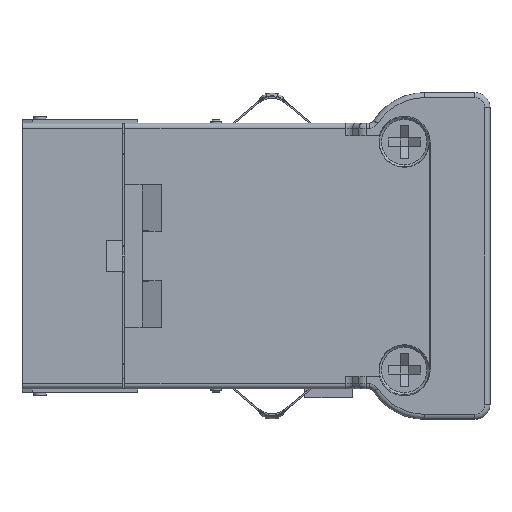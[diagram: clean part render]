
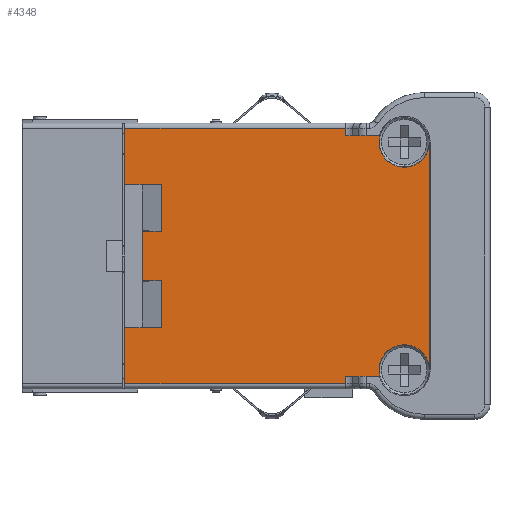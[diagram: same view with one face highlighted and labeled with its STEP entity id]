
A CAD part, left-side view. The second image highlights one B-rep face of the part: STEP entity #4348.
In plain terms, the highlighted planar face has unit normal (-1, 0, 0).
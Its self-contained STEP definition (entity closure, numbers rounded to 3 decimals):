
#3439=CIRCLE('',#23002,2.5);
#3441=CIRCLE('',#23005,2.5);
#3509=CIRCLE('',#23146,2.5);
#3510=CIRCLE('',#23148,2.5);
#4348=ADVANCED_FACE('',(#6108),#5161,.T.);
#5161=PLANE('',#23262);
#6108=FACE_OUTER_BOUND('',#7232,.T.);
#7232=EDGE_LOOP('',(#11287,#11288,#11289,#11290,#11291,#11292,#11293,#11294,
#11295,#11296,#11297,#11298,#11299,#11300,#11301,#11302,#11303,#11304,#11305,
#11306));
#11287=ORIENTED_EDGE('',*,*,#16946,.T.);
#11288=ORIENTED_EDGE('',*,*,#16944,.T.);
#11289=ORIENTED_EDGE('',*,*,#16943,.F.);
#11290=ORIENTED_EDGE('',*,*,#16941,.F.);
#11291=ORIENTED_EDGE('',*,*,#16937,.F.);
#11292=ORIENTED_EDGE('',*,*,#16732,.F.);
#11293=ORIENTED_EDGE('',*,*,#16735,.F.);
#11294=ORIENTED_EDGE('',*,*,#16738,.T.);
#11295=ORIENTED_EDGE('',*,*,#15336,.T.);
#11296=ORIENTED_EDGE('',*,*,#15330,.T.);
#11297=ORIENTED_EDGE('',*,*,#17121,.T.);
#11298=ORIENTED_EDGE('',*,*,#15315,.F.);
#11299=ORIENTED_EDGE('',*,*,#17123,.F.);
#11300=ORIENTED_EDGE('',*,*,#17124,.F.);
#11301=ORIENTED_EDGE('',*,*,#17125,.F.);
#11302=ORIENTED_EDGE('',*,*,#17126,.F.);
#11303=ORIENTED_EDGE('',*,*,#17127,.F.);
#11304=ORIENTED_EDGE('',*,*,#15313,.T.);
#11305=ORIENTED_EDGE('',*,*,#17119,.T.);
#11306=ORIENTED_EDGE('',*,*,#17122,.T.);
#13473=VERTEX_POINT('',#28929);
#13474=VERTEX_POINT('',#28931);
#13475=VERTEX_POINT('',#28935);
#13476=VERTEX_POINT('',#28936);
#13489=VERTEX_POINT('',#28968);
#13490=VERTEX_POINT('',#28969);
#13493=VERTEX_POINT('',#28980);
#14384=VERTEX_POINT('',#34065);
#14386=VERTEX_POINT('',#34070);
#14388=VERTEX_POINT('',#34081);
#14510=VERTEX_POINT('',#35053);
#14511=VERTEX_POINT('',#35057);
#14512=VERTEX_POINT('',#35067);
#14513=VERTEX_POINT('',#35071);
#14514=VERTEX_POINT('',#35078);
#14622=VERTEX_POINT('',#35955);
#14623=VERTEX_POINT('',#35963);
#14624=VERTEX_POINT('',#35965);
#14625=VERTEX_POINT('',#35967);
#14626=VERTEX_POINT('',#35969);
#15313=EDGE_CURVE('',#13474,#13473,#18207,.T.);
#15315=EDGE_CURVE('',#13475,#13476,#18209,.T.);
#15330=EDGE_CURVE('',#13489,#13490,#18218,.T.);
#15336=EDGE_CURVE('',#13493,#13489,#18220,.T.);
#16732=EDGE_CURVE('',#14386,#14384,#3439,.T.);
#16735=EDGE_CURVE('',#14388,#14386,#3441,.T.);
#16738=EDGE_CURVE('',#14388,#13493,#19196,.T.);
#16937=EDGE_CURVE('',#14384,#14510,#19286,.T.);
#16941=EDGE_CURVE('',#14510,#14511,#3509,.T.);
#16943=EDGE_CURVE('',#14511,#14512,#3510,.T.);
#16944=EDGE_CURVE('',#14513,#14512,#19290,.T.);
#16946=EDGE_CURVE('',#14514,#14513,#19291,.T.);
#17119=EDGE_CURVE('',#13473,#14622,#19378,.T.);
#17121=EDGE_CURVE('',#13490,#13476,#19380,.T.);
#17122=EDGE_CURVE('',#14622,#14514,#19381,.T.);
#17123=EDGE_CURVE('',#14623,#13475,#19382,.T.);
#17124=EDGE_CURVE('',#14624,#14623,#19383,.T.);
#17125=EDGE_CURVE('',#14625,#14624,#19384,.T.);
#17126=EDGE_CURVE('',#14626,#14625,#19385,.T.);
#17127=EDGE_CURVE('',#13474,#14626,#19386,.T.);
#18207=LINE('',#28930,#20216);
#18209=LINE('',#28934,#20218);
#18218=LINE('',#28967,#20227);
#18220=LINE('',#28979,#20229);
#19196=LINE('',#34090,#21205);
#19286=LINE('',#35052,#21295);
#19290=LINE('',#35070,#21299);
#19291=LINE('',#35077,#21300);
#19378=LINE('',#35956,#21387);
#19380=LINE('',#35958,#21389);
#19381=LINE('',#35960,#21390);
#19382=LINE('',#35962,#21391);
#19383=LINE('',#35964,#21392);
#19384=LINE('',#35966,#21393);
#19385=LINE('',#35968,#21394);
#19386=LINE('',#35970,#21395);
#20216=VECTOR('',#23791,1.);
#20218=VECTOR('',#23795,1.);
#20227=VECTOR('',#23824,1.);
#20229=VECTOR('',#23838,1.);
#21205=VECTOR('',#26346,1.);
#21295=VECTOR('',#26712,1.);
#21299=VECTOR('',#26726,1.);
#21300=VECTOR('',#26729,1.);
#21387=VECTOR('',#27034,1.);
#21389=VECTOR('',#27036,1.);
#21390=VECTOR('',#27039,1.);
#21391=VECTOR('',#27042,1.);
#21392=VECTOR('',#27043,1.);
#21393=VECTOR('',#27044,1.);
#21394=VECTOR('',#27045,1.);
#21395=VECTOR('',#27046,1.);
#23002=AXIS2_PLACEMENT_3D('',#34071,#26335,#26336);
#23005=AXIS2_PLACEMENT_3D('',#34082,#26341,#26342);
#23146=AXIS2_PLACEMENT_3D('',#35059,#26718,#26719);
#23148=AXIS2_PLACEMENT_3D('',#35068,#26722,#26723);
#23262=AXIS2_PLACEMENT_3D('',#35971,#27047,#27048);
#23791=DIRECTION('',(0.,1.,0.));
#23795=DIRECTION('',(0.,1.,0.));
#23824=DIRECTION('',(0.,1.,0.));
#23838=DIRECTION('',(0.,0.,1.));
#26335=DIRECTION('',(-1.,0.,0.));
#26336=DIRECTION('',(0.,0.,-1.));
#26341=DIRECTION('',(-1.,0.,0.));
#26342=DIRECTION('',(0.,0.971,0.24));
#26346=DIRECTION('',(0.,1.,0.));
#26712=DIRECTION('',(0.,0.,-1.));
#26718=DIRECTION('',(-1.,0.,0.));
#26719=DIRECTION('',(0.,-1.,0.));
#26722=DIRECTION('',(-1.,0.,0.));
#26723=DIRECTION('',(0.,0.,1.));
#26726=DIRECTION('',(0.,-1.,0.));
#26729=DIRECTION('',(0.,0.,1.));
#27034=DIRECTION('',(0.,0.,-1.));
#27036=DIRECTION('',(0.,0.,-1.));
#27039=DIRECTION('',(0.,-1.,0.));
#27042=DIRECTION('',(0.,0.,1.));
#27043=DIRECTION('',(0.,-1.,0.));
#27044=DIRECTION('',(0.,0.,1.));
#27045=DIRECTION('',(0.,1.,0.));
#27046=DIRECTION('',(0.,0.,1.));
#27047=DIRECTION('',(-1.,0.,0.));
#27048=DIRECTION('',(0.,0.,1.));
#28929=CARTESIAN_POINT('',(-5.65,4.9,-7.261));
#28930=CARTESIAN_POINT('',(-5.65,1.3,-7.261));
#28931=CARTESIAN_POINT('',(-5.65,1.3,-7.261));
#28934=CARTESIAN_POINT('',(-5.65,1.3,6.961));
#28935=CARTESIAN_POINT('',(-5.65,1.3,6.961));
#28936=CARTESIAN_POINT('',(-5.65,4.9,6.961));
#28967=CARTESIAN_POINT('',(-5.65,-16.986,12.525));
#28968=CARTESIAN_POINT('',(-5.65,-16.986,12.525));
#28969=CARTESIAN_POINT('',(-5.65,4.9,12.525));
#28979=CARTESIAN_POINT('',(-5.65,-16.986,11.75));
#28980=CARTESIAN_POINT('',(-5.65,-16.986,11.75));
#34065=CARTESIAN_POINT('',(-5.65,-25.3,11.15));
#34070=CARTESIAN_POINT('',(-5.65,-22.8,8.65));
#34071=CARTESIAN_POINT('',(-5.65,-22.8,11.15));
#34081=CARTESIAN_POINT('',(-5.65,-20.373,11.75));
#34082=CARTESIAN_POINT('',(-5.65,-22.8,11.15));
#34090=CARTESIAN_POINT('',(-5.65,-20.373,11.75));
#35052=CARTESIAN_POINT('',(-5.65,-25.3,11.15));
#35053=CARTESIAN_POINT('',(-5.65,-25.3,-11.45));
#35057=CARTESIAN_POINT('',(-5.65,-22.8,-8.95));
#35059=CARTESIAN_POINT('',(-5.65,-22.8,-11.45));
#35067=CARTESIAN_POINT('',(-5.65,-20.373,-12.05));
#35068=CARTESIAN_POINT('',(-5.65,-22.8,-11.45));
#35070=CARTESIAN_POINT('',(-5.65,-16.986,-12.05));
#35071=CARTESIAN_POINT('',(-5.65,-16.986,-12.05));
#35077=CARTESIAN_POINT('',(-5.65,-16.986,-12.825));
#35078=CARTESIAN_POINT('',(-5.65,-16.986,-12.825));
#35955=CARTESIAN_POINT('',(-5.65,4.9,-12.825));
#35956=CARTESIAN_POINT('',(-5.65,4.9,-7.261));
#35958=CARTESIAN_POINT('',(-5.65,4.9,12.525));
#35960=CARTESIAN_POINT('',(-5.65,4.9,-12.825));
#35962=CARTESIAN_POINT('',(-5.65,1.3,2.289));
#35963=CARTESIAN_POINT('',(-5.65,1.3,2.289));
#35964=CARTESIAN_POINT('',(-5.65,3.139,2.289));
#35965=CARTESIAN_POINT('',(-5.65,3.139,2.289));
#35966=CARTESIAN_POINT('',(-5.65,3.139,-2.589));
#35967=CARTESIAN_POINT('',(-5.65,3.139,-2.589));
#35968=CARTESIAN_POINT('',(-5.65,1.3,-2.589));
#35969=CARTESIAN_POINT('',(-5.65,1.3,-2.589));
#35970=CARTESIAN_POINT('',(-5.65,1.3,-7.261));
#35971=CARTESIAN_POINT('',(-5.65,-22.096,-14.743));
